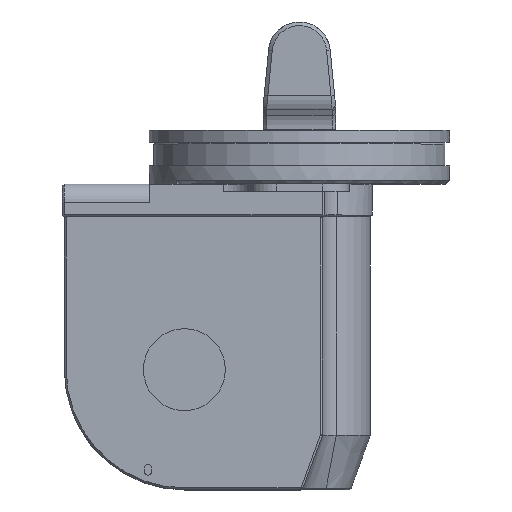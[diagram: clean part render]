
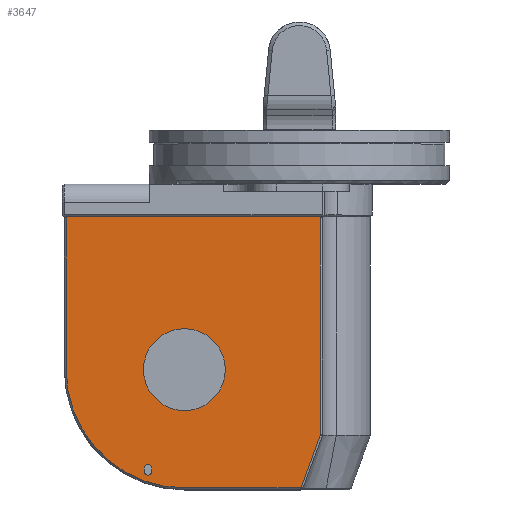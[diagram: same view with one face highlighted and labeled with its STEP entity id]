
A CAD part, top view. The second image highlights one B-rep face of the part: STEP entity #3647.
In plain terms, the highlighted planar face has unit normal (0, 0, 1).
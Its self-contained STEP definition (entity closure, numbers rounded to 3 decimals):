
#30=B_SPLINE_CURVE_WITH_KNOTS('',3,(#5774,#5775,#5776,#5777,#5778,#5779),
 .UNSPECIFIED.,.F.,.F.,(4,2,4),(0.016,0.165,3.123),
 .UNSPECIFIED.);
#196=LINE('',#5801,#512);
#203=LINE('',#5815,#519);
#205=LINE('',#5823,#521);
#217=LINE('',#5873,#533);
#221=LINE('',#5885,#537);
#225=LINE('',#5902,#541);
#512=VECTOR('',#4392,119.808);
#519=VECTOR('',#4401,84.);
#521=VECTOR('',#4411,64.165);
#533=VECTOR('',#4471,2.);
#537=VECTOR('',#4483,2.);
#541=VECTOR('',#4509,139.797);
#854=FACE_BOUND('',#1169,.T.);
#855=FACE_BOUND('',#1170,.T.);
#932=FACE_OUTER_BOUND('',#1168,.T.);
#1168=EDGE_LOOP('',(#2644,#2645,#2646,#2647,#2648,#2649));
#1169=EDGE_LOOP('',(#2650));
#1170=EDGE_LOOP('',(#2651,#2652,#2653,#2654));
#1384=CIRCLE('',#3924,65.);
#1396=CIRCLE('',#3947,22.5);
#1399=CIRCLE('',#3953,2.);
#1401=CIRCLE('',#3957,2.);
#1538=VERTEX_POINT('',#5421);
#1562=VERTEX_POINT('',#5773);
#1568=VERTEX_POINT('',#5799);
#1570=VERTEX_POINT('',#5805);
#1574=VERTEX_POINT('',#5813);
#1576=VERTEX_POINT('',#5818);
#1585=VERTEX_POINT('',#5860);
#1589=VERTEX_POINT('',#5870);
#1590=VERTEX_POINT('',#5872);
#1592=VERTEX_POINT('',#5878);
#1594=VERTEX_POINT('',#5884);
#1927=EDGE_CURVE('',#1562,#1538,#30,.T.);
#1934=EDGE_CURVE('',#1568,#1562,#196,.T.);
#1941=EDGE_CURVE('',#1574,#1570,#203,.T.);
#1943=EDGE_CURVE('',#1576,#1574,#1384,.T.);
#1945=EDGE_CURVE('',#1538,#1576,#205,.T.);
#1964=EDGE_CURVE('',#1585,#1585,#1396,.T.);
#1969=EDGE_CURVE('',#1590,#1589,#217,.T.);
#1972=EDGE_CURVE('',#1592,#1590,#1399,.T.);
#1975=EDGE_CURVE('',#1594,#1592,#221,.T.);
#1978=EDGE_CURVE('',#1589,#1594,#1401,.T.);
#1984=EDGE_CURVE('',#1570,#1568,#225,.T.);
#2644=ORIENTED_EDGE('',*,*,#1934,.F.);
#2645=ORIENTED_EDGE('',*,*,#1984,.F.);
#2646=ORIENTED_EDGE('',*,*,#1941,.F.);
#2647=ORIENTED_EDGE('',*,*,#1943,.F.);
#2648=ORIENTED_EDGE('',*,*,#1945,.F.);
#2649=ORIENTED_EDGE('',*,*,#1927,.F.);
#2650=ORIENTED_EDGE('',*,*,#1964,.T.);
#2651=ORIENTED_EDGE('',*,*,#1969,.T.);
#2652=ORIENTED_EDGE('',*,*,#1978,.T.);
#2653=ORIENTED_EDGE('',*,*,#1975,.T.);
#2654=ORIENTED_EDGE('',*,*,#1972,.T.);
#3498=PLANE('',#3965);
#3647=ADVANCED_FACE('',(#932,#854,#855),#3498,.T.);
#3924=AXIS2_PLACEMENT_3D('',#5820,#4405,#4406);
#3947=AXIS2_PLACEMENT_3D('',#5861,#4460,#4461);
#3953=AXIS2_PLACEMENT_3D('',#5879,#4477,#4478);
#3957=AXIS2_PLACEMENT_3D('',#5889,#4489,#4490);
#3965=AXIS2_PLACEMENT_3D('',#5901,#4507,#4508);
#4392=DIRECTION('',(0.,-1.,0.));
#4401=DIRECTION('',(0.,1.,0.));
#4405=DIRECTION('center_axis',(0.,0.,-1.));
#4406=DIRECTION('ref_axis',(0.,-1.,0.));
#4411=DIRECTION('',(-1.,0.,0.));
#4460=DIRECTION('center_axis',(0.,0.,-1.));
#4461=DIRECTION('ref_axis',(-1.,0.,0.));
#4471=DIRECTION('',(0.,1.,0.));
#4477=DIRECTION('center_axis',(0.,0.,-1.));
#4478=DIRECTION('ref_axis',(-1.,0.,0.));
#4483=DIRECTION('',(0.,-1.,0.));
#4489=DIRECTION('center_axis',(0.,0.,-1.));
#4490=DIRECTION('ref_axis',(1.,0.,0.));
#4507=DIRECTION('center_axis',(0.,0.,1.));
#4508=DIRECTION('ref_axis',(1.,0.,0.));
#4509=DIRECTION('',(1.,0.,0.));
#5421=CARTESIAN_POINT('',(0.965,-178.5,46.));
#5773=CARTESIAN_POINT('',(11.597,-149.308,46.));
#5774=CARTESIAN_POINT('Ctrl Pts',(11.597,-149.308,46.));
#5775=CARTESIAN_POINT('Ctrl Pts',(11.426,-149.775,46.));
#5776=CARTESIAN_POINT('Ctrl Pts',(11.256,-150.242,46.));
#5777=CARTESIAN_POINT('Ctrl Pts',(7.703,-159.97,46.));
#5778=CARTESIAN_POINT('Ctrl Pts',(4.333,-169.234,46.));
#5779=CARTESIAN_POINT('Ctrl Pts',(0.965,-178.5,46.));
#5799=CARTESIAN_POINT('',(11.597,-29.5,46.));
#5801=CARTESIAN_POINT('',(11.597,-29.5,46.));
#5805=CARTESIAN_POINT('',(-128.2,-29.5,46.));
#5813=CARTESIAN_POINT('',(-128.2,-113.5,46.));
#5815=CARTESIAN_POINT('',(-128.2,-113.5,46.));
#5818=CARTESIAN_POINT('',(-63.2,-178.5,46.));
#5820=CARTESIAN_POINT('Origin',(-63.2,-113.5,46.));
#5823=CARTESIAN_POINT('',(0.965,-178.5,46.));
#5860=CARTESIAN_POINT('',(-40.7,-113.5,46.));
#5861=CARTESIAN_POINT('Origin',(-63.2,-113.5,46.));
#5870=CARTESIAN_POINT('',(-85.2,-167.5,46.));
#5872=CARTESIAN_POINT('',(-85.2,-169.5,46.));
#5873=CARTESIAN_POINT('',(-85.2,-169.5,46.));
#5878=CARTESIAN_POINT('',(-81.2,-169.5,46.));
#5879=CARTESIAN_POINT('Origin',(-83.2,-169.5,46.));
#5884=CARTESIAN_POINT('',(-81.2,-167.5,46.));
#5885=CARTESIAN_POINT('',(-81.2,-167.5,46.));
#5889=CARTESIAN_POINT('Origin',(-83.2,-167.5,46.));
#5901=CARTESIAN_POINT('Origin',(-129.2,-29.5,46.));
#5902=CARTESIAN_POINT('',(-128.2,-29.5,46.));
